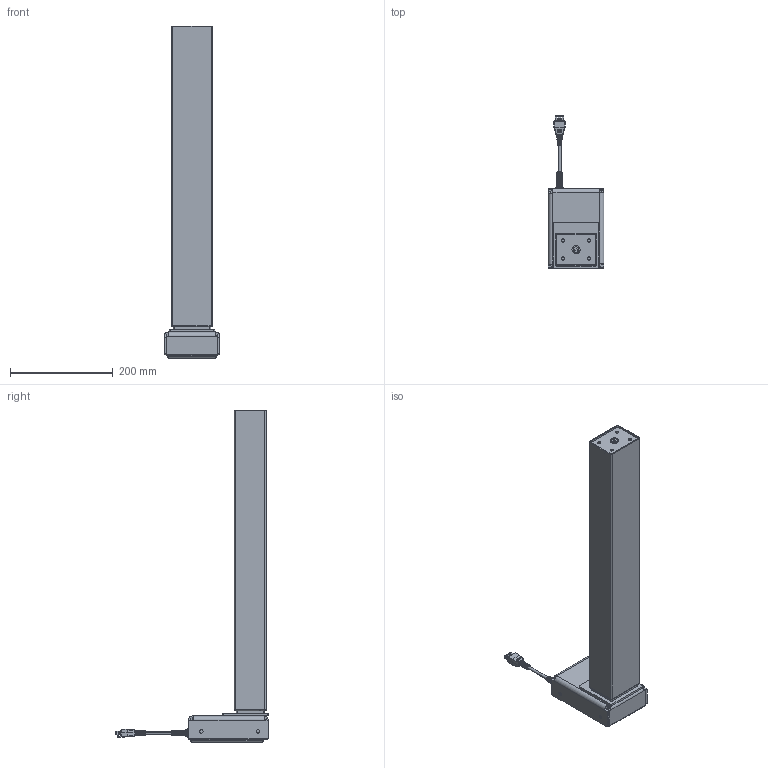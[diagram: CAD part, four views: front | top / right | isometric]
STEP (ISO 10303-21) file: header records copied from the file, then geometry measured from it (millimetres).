
FILE_DESCRIPTION (( 'STEP AP203' ), '1' );
FILE_NAME ('DD11S.STEP', '2018-01-19T11:15:57', ( 'admin' ), ( 'Hewlett-Packard Company' ), 'SwSTEP 2.0', 'SolidWorks 2016', '' );
FILE_SCHEMA (( 'CONFIG_CONTROL_DESIGN' ));
Length unit declared in the file: millimetre
Products named in the file (1): DD11S
Bounding box: 108.6 x 296.1 x 645.05 mm (x, y, z)
Volume: 3770425.8 mm3; surface area: 241376.6 mm2
Topology: 1 solids, 1 shells, 1074 faces, 2728 edges, 1739 vertices
Faces by surface type: plane 694, cylinder 160, cone 126, bspline 76, torus 18
Entity records: 33446 total; most frequent: CARTESIAN_POINT 7886, ORIENTED_EDGE 5440, DIRECTION 5069, EDGE_CURVE 2720, LINE 1821, VECTOR 1821, VERTEX_POINT 1739, AXIS2_PLACEMENT_3D 1624
